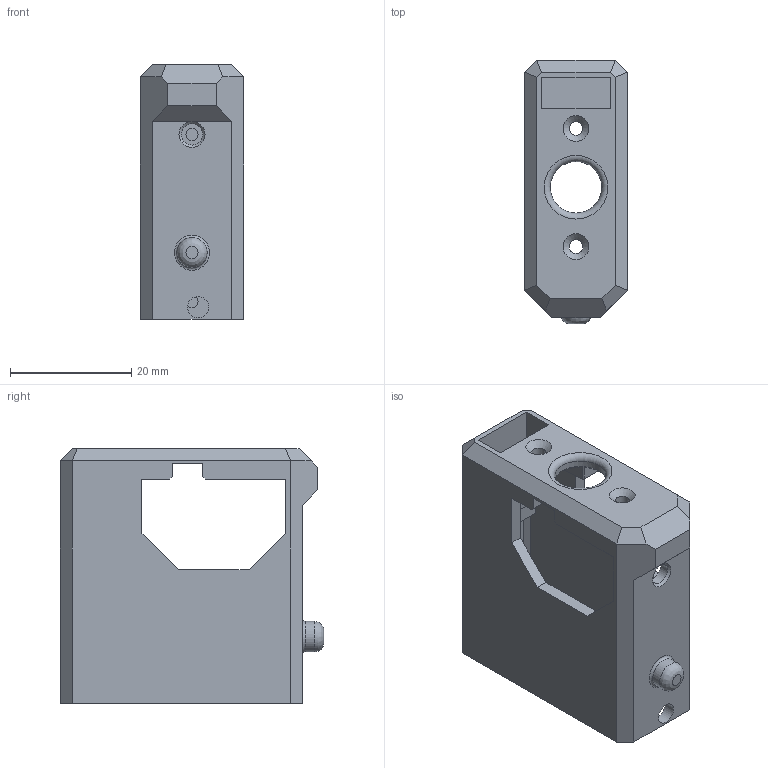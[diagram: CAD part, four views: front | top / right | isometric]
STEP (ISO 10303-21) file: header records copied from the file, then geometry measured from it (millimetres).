
FILE_DESCRIPTION(/* description */ (''),/* implementation_level */ '2;1');
FILE_NAME(/* name */ 'Leg_newv1 v11.step',/* time_stamp */ '2025-11-03T19:07:44+01:00',/* author */ (''),/* organization */ (''),/* preprocessor_version */ 'ST-DEVELOPER v20.1',/* originating_system */ 'Autodesk Translation Framework v14.17.0.0',/* authorisation */ '');
FILE_SCHEMA (('AUTOMOTIVE_DESIGN { 1 0 10303 214 3 1 1 }'));
Length unit declared in the file: millimetre
Products named in the file (1): Leg_newv1
Bounding box: 17 x 43.5 x 42 mm (x, y, z)
Volume: 9220.3 mm3; surface area: 8685.6 mm2
Topology: 1 solids, 1 shells, 111 faces, 315 edges, 205 vertices
Faces by surface type: plane 90, cylinder 11, cone 7, torus 2, bspline 1
Full cylindrical faces by diameter (mm): 2 x2, 2.25 x2, 3.5 x2, 5 x1, 8.5 x1
Entity records: 3655 total; most frequent: CARTESIAN_POINT 674, ORIENTED_EDGE 630, DIRECTION 585, EDGE_CURVE 315, LINE 251, VECTOR 251, VERTEX_POINT 205, AXIS2_PLACEMENT_3D 167
